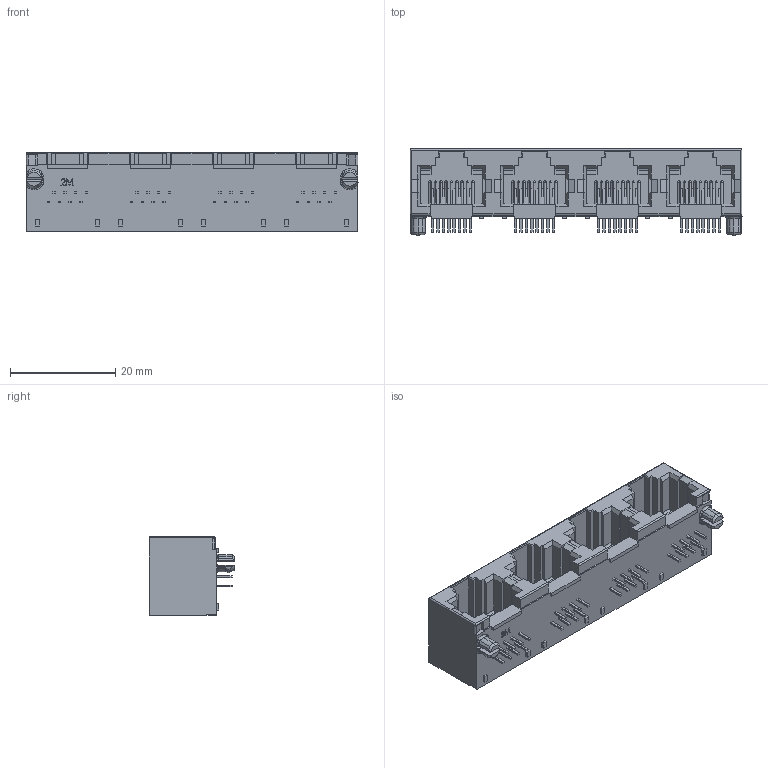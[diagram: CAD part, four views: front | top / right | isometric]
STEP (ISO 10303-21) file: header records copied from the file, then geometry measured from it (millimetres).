
FILE_DESCRIPTION (( 'STEP AP203' ), '1' );
FILE_NAME ('M-RJHSE-5080-04-REVT2.STEP', '2012-09-06T13:29:21', ( '' ), ( '' ), 'SwSTEP 2.0', 'SolidWorks 2012', '' );
FILE_SCHEMA (( 'CONFIG_CONTROL_DESIGN' ));
Length unit declared in the file: millimetre
Products named in the file (1): M-RJHSE-5080-04-REVT2
Bounding box: 62.99 x 16.31 x 14.99 mm (x, y, z)
Volume: 7819.7 mm3; surface area: 6425.1 mm2
Topology: 1 solids, 1 shells, 1035 faces, 2805 edges, 1846 vertices
Faces by surface type: plane 757, cylinder 168, bspline 100, cone 10
Entity records: 36749 total; most frequent: CARTESIAN_POINT 12420, ORIENTED_EDGE 5610, DIRECTION 4113, EDGE_CURVE 2805, VERTEX_POINT 1846, LINE 1801, VECTOR 1801, AXIS2_PLACEMENT_3D 1156
